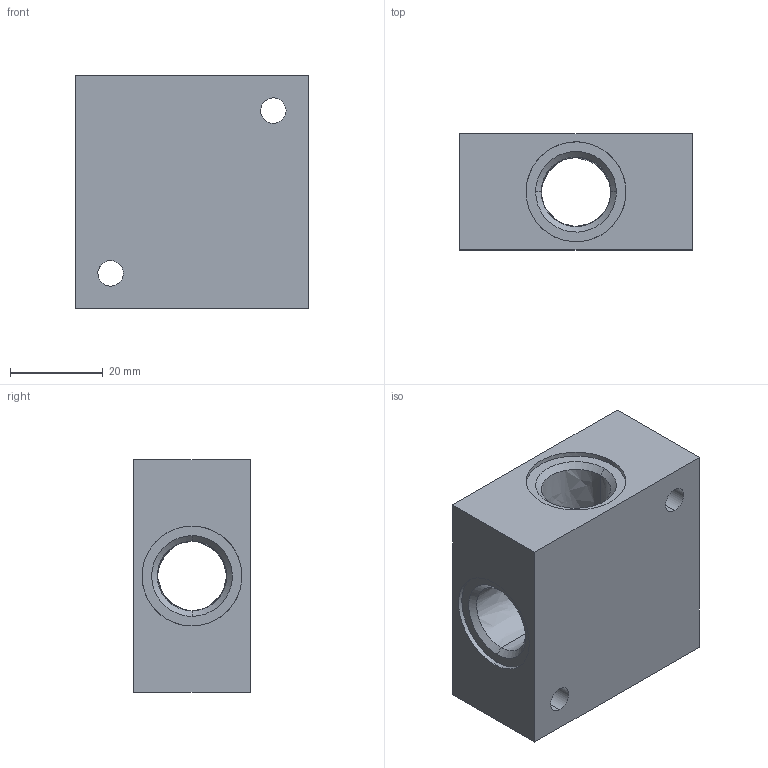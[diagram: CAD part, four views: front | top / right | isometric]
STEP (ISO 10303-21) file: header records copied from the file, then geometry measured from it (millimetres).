
FILE_DESCRIPTION (( 'STEP AP214' ), '1' );
FILE_NAME ('DRF.4F03_BLOK.STEP', '2018-09-05T10:27:54', ( '' ), ( '' ), 'SwSTEP 2.0', 'SolidWorks 2018', '' );
FILE_SCHEMA (( 'AUTOMOTIVE_DESIGN' ));
Length unit declared in the file: millimetre
Products named in the file (1): DRF.4F03_BLOK
Bounding box: 50 x 25 x 50 mm (x, y, z)
Volume: 45092.4 mm3; surface area: 13827.8 mm2
Topology: 1 solids, 1 shells, 38 faces, 88 edges, 54 vertices
Faces by surface type: bspline 38
Entity records: 2200 total; most frequent: CARTESIAN_POINT 1632, ORIENTED_EDGE 176, EDGE_CURVE 88, B_SPLINE_CURVE_WITH_KNOTS 61, VERTEX_POINT 54, EDGE_LOOP 50, FACE_OUTER_BOUND 38, ADVANCED_FACE 38
